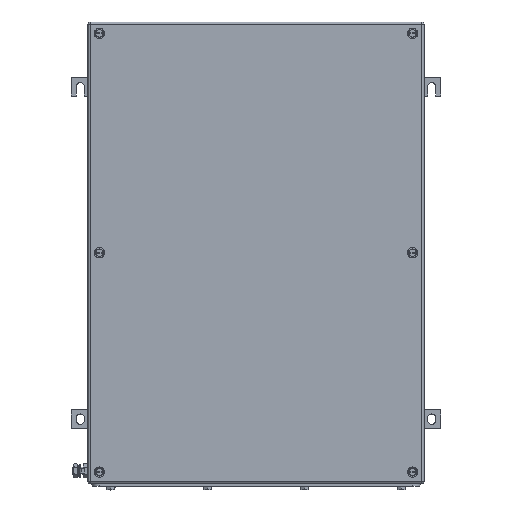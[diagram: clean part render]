
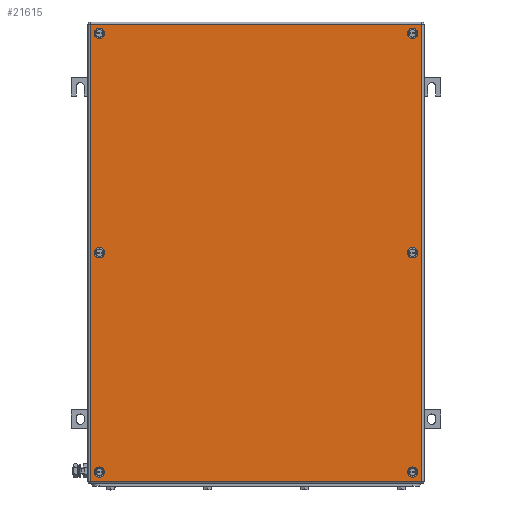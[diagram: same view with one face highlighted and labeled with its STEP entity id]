
A CAD part, top view. The second image highlights one B-rep face of the part: STEP entity #21615.
In plain terms, the highlighted planar face has unit normal (0, 0, 1).
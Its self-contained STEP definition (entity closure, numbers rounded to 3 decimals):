
#21453=AXIS2_PLACEMENT_3D('Circle Axis2P3D',#21451,#21452,$) ;
#21480=AXIS2_PLACEMENT_3D('Plane Axis2P3D',#21477,#21478,#21479) ;
#21518=AXIS2_PLACEMENT_3D('Circle Axis2P3D',#21516,#21517,$) ;
#21527=AXIS2_PLACEMENT_3D('Circle Axis2P3D',#21525,#21526,$) ;
#21536=AXIS2_PLACEMENT_3D('Circle Axis2P3D',#21534,#21535,$) ;
#21545=AXIS2_PLACEMENT_3D('Circle Axis2P3D',#21543,#21544,$) ;
#21554=AXIS2_PLACEMENT_3D('Circle Axis2P3D',#21552,#21553,$) ;
#21563=AXIS2_PLACEMENT_3D('Circle Axis2P3D',#21561,#21562,$) ;
#21572=AXIS2_PLACEMENT_3D('Circle Axis2P3D',#21570,#21571,$) ;
#21581=AXIS2_PLACEMENT_3D('Circle Axis2P3D',#21579,#21580,$) ;
#21590=AXIS2_PLACEMENT_3D('Circle Axis2P3D',#21588,#21589,$) ;
#21599=AXIS2_PLACEMENT_3D('Circle Axis2P3D',#21597,#21598,$) ;
#21608=AXIS2_PLACEMENT_3D('Circle Axis2P3D',#21606,#21607,$) ;
#21448=CARTESIAN_POINT('Vertex',(41.5,321.,153.5)) ;
#21451=CARTESIAN_POINT('Axis2P3D Location',(38.,321.,153.5)) ;
#21455=CARTESIAN_POINT('Vertex',(34.5,321.,153.5)) ;
#21477=CARTESIAN_POINT('Axis2P3D Location',(250.5,321.,153.5)) ;
#21482=CARTESIAN_POINT('Line Origine',(250.5,630.5,153.5)) ;
#21486=CARTESIAN_POINT('Vertex',(475.,630.5,153.5)) ;
#21488=CARTESIAN_POINT('Vertex',(26.,630.5,153.5)) ;
#21491=CARTESIAN_POINT('Line Origine',(26.,321.,153.5)) ;
#21495=CARTESIAN_POINT('Vertex',(26.,11.5,153.5)) ;
#21498=CARTESIAN_POINT('Line Origine',(250.5,11.5,153.5)) ;
#21502=CARTESIAN_POINT('Vertex',(475.,11.5,153.5)) ;
#21505=CARTESIAN_POINT('Line Origine',(475.,321.,153.5)) ;
#21516=CARTESIAN_POINT('Axis2P3D Location',(38.,321.,153.5)) ;
#21525=CARTESIAN_POINT('Axis2P3D Location',(463.,321.,153.5)) ;
#21529=CARTESIAN_POINT('Vertex',(466.5,321.,153.5)) ;
#21531=CARTESIAN_POINT('Vertex',(459.5,321.,153.5)) ;
#21534=CARTESIAN_POINT('Axis2P3D Location',(463.,321.,153.5)) ;
#21543=CARTESIAN_POINT('Axis2P3D Location',(38.,618.5,153.5)) ;
#21547=CARTESIAN_POINT('Vertex',(34.5,618.5,153.5)) ;
#21549=CARTESIAN_POINT('Vertex',(41.5,618.5,153.5)) ;
#21552=CARTESIAN_POINT('Axis2P3D Location',(38.,618.5,153.5)) ;
#21561=CARTESIAN_POINT('Axis2P3D Location',(38.,23.5,153.5)) ;
#21565=CARTESIAN_POINT('Vertex',(34.5,23.5,153.5)) ;
#21567=CARTESIAN_POINT('Vertex',(41.5,23.5,153.5)) ;
#21570=CARTESIAN_POINT('Axis2P3D Location',(38.,23.5,153.5)) ;
#21579=CARTESIAN_POINT('Axis2P3D Location',(463.,23.5,153.5)) ;
#21583=CARTESIAN_POINT('Vertex',(466.5,23.5,153.5)) ;
#21585=CARTESIAN_POINT('Vertex',(459.5,23.5,153.5)) ;
#21588=CARTESIAN_POINT('Axis2P3D Location',(463.,23.5,153.5)) ;
#21597=CARTESIAN_POINT('Axis2P3D Location',(463.,618.5,153.5)) ;
#21601=CARTESIAN_POINT('Vertex',(466.5,618.5,153.5)) ;
#21603=CARTESIAN_POINT('Vertex',(459.5,618.5,153.5)) ;
#21606=CARTESIAN_POINT('Axis2P3D Location',(463.,618.5,153.5)) ;
#21452=DIRECTION('Axis2P3D Direction',(0.,0.,1.)) ;
#21478=DIRECTION('Axis2P3D Direction',(0.,0.,1.)) ;
#21479=DIRECTION('Axis2P3D XDirection',(1.,0.,0.)) ;
#21483=DIRECTION('Vector Direction',(1.,0.,0.)) ;
#21492=DIRECTION('Vector Direction',(0.,-1.,0.)) ;
#21499=DIRECTION('Vector Direction',(1.,0.,0.)) ;
#21506=DIRECTION('Vector Direction',(0.,1.,0.)) ;
#21517=DIRECTION('Axis2P3D Direction',(0.,0.,1.)) ;
#21526=DIRECTION('Axis2P3D Direction',(0.,0.,1.)) ;
#21535=DIRECTION('Axis2P3D Direction',(0.,0.,1.)) ;
#21544=DIRECTION('Axis2P3D Direction',(0.,0.,1.)) ;
#21553=DIRECTION('Axis2P3D Direction',(0.,0.,1.)) ;
#21562=DIRECTION('Axis2P3D Direction',(0.,0.,1.)) ;
#21571=DIRECTION('Axis2P3D Direction',(0.,0.,1.)) ;
#21580=DIRECTION('Axis2P3D Direction',(0.,0.,1.)) ;
#21589=DIRECTION('Axis2P3D Direction',(0.,0.,1.)) ;
#21598=DIRECTION('Axis2P3D Direction',(0.,0.,1.)) ;
#21607=DIRECTION('Axis2P3D Direction',(0.,0.,1.)) ;
#21484=VECTOR('Line Direction',#21483,1.) ;
#21493=VECTOR('Line Direction',#21492,1.) ;
#21500=VECTOR('Line Direction',#21499,1.) ;
#21507=VECTOR('Line Direction',#21506,1.) ;
#21511=ORIENTED_EDGE('',*,*,#21490,.T.) ;
#21512=ORIENTED_EDGE('',*,*,#21497,.T.) ;
#21513=ORIENTED_EDGE('',*,*,#21504,.T.) ;
#21514=ORIENTED_EDGE('',*,*,#21509,.T.) ;
#21522=ORIENTED_EDGE('',*,*,#21520,.F.) ;
#21523=ORIENTED_EDGE('',*,*,#21457,.F.) ;
#21540=ORIENTED_EDGE('',*,*,#21533,.F.) ;
#21541=ORIENTED_EDGE('',*,*,#21538,.F.) ;
#21558=ORIENTED_EDGE('',*,*,#21551,.F.) ;
#21559=ORIENTED_EDGE('',*,*,#21556,.F.) ;
#21576=ORIENTED_EDGE('',*,*,#21569,.F.) ;
#21577=ORIENTED_EDGE('',*,*,#21574,.F.) ;
#21594=ORIENTED_EDGE('',*,*,#21587,.F.) ;
#21595=ORIENTED_EDGE('',*,*,#21592,.F.) ;
#21612=ORIENTED_EDGE('',*,*,#21605,.F.) ;
#21613=ORIENTED_EDGE('',*,*,#21610,.F.) ;
#21524=FACE_BOUND('',#21521,.T.) ;
#21542=FACE_BOUND('',#21539,.T.) ;
#21560=FACE_BOUND('',#21557,.T.) ;
#21578=FACE_BOUND('',#21575,.T.) ;
#21596=FACE_BOUND('',#21593,.T.) ;
#21614=FACE_BOUND('',#21611,.T.) ;
#21615=ADVANCED_FACE('ZUB_KTB_FS_624515_1GP_AllCATPart.2\\ZUB_DE_KTB_FS.1\\DE_KTB_MH_PART_MASTER.1\\Koerper.2',(#21515,#21524,#21542,#21560,#21578,#21596,#21614),#21481,.T.) ;
#21454=CIRCLE('generated circle',#21453,3.5) ;
#21519=CIRCLE('generated circle',#21518,3.5) ;
#21528=CIRCLE('generated circle',#21527,3.5) ;
#21537=CIRCLE('generated circle',#21536,3.5) ;
#21546=CIRCLE('generated circle',#21545,3.5) ;
#21555=CIRCLE('generated circle',#21554,3.5) ;
#21564=CIRCLE('generated circle',#21563,3.5) ;
#21573=CIRCLE('generated circle',#21572,3.5) ;
#21582=CIRCLE('generated circle',#21581,3.5) ;
#21591=CIRCLE('generated circle',#21590,3.5) ;
#21600=CIRCLE('generated circle',#21599,3.5) ;
#21609=CIRCLE('generated circle',#21608,3.5) ;
#21457=EDGE_CURVE('',#21449,#21456,#21454,.T.) ;
#21490=EDGE_CURVE('',#21487,#21489,#21485,.F.) ;
#21497=EDGE_CURVE('',#21489,#21496,#21494,.T.) ;
#21504=EDGE_CURVE('',#21496,#21503,#21501,.T.) ;
#21509=EDGE_CURVE('',#21503,#21487,#21508,.T.) ;
#21520=EDGE_CURVE('',#21456,#21449,#21519,.T.) ;
#21533=EDGE_CURVE('',#21530,#21532,#21528,.T.) ;
#21538=EDGE_CURVE('',#21532,#21530,#21537,.T.) ;
#21551=EDGE_CURVE('',#21548,#21550,#21546,.T.) ;
#21556=EDGE_CURVE('',#21550,#21548,#21555,.T.) ;
#21569=EDGE_CURVE('',#21566,#21568,#21564,.T.) ;
#21574=EDGE_CURVE('',#21568,#21566,#21573,.T.) ;
#21587=EDGE_CURVE('',#21584,#21586,#21582,.T.) ;
#21592=EDGE_CURVE('',#21586,#21584,#21591,.T.) ;
#21605=EDGE_CURVE('',#21602,#21604,#21600,.T.) ;
#21610=EDGE_CURVE('',#21604,#21602,#21609,.T.) ;
#21510=EDGE_LOOP('',(#21511,#21512,#21513,#21514)) ;
#21521=EDGE_LOOP('',(#21522,#21523)) ;
#21539=EDGE_LOOP('',(#21540,#21541)) ;
#21557=EDGE_LOOP('',(#21558,#21559)) ;
#21575=EDGE_LOOP('',(#21576,#21577)) ;
#21593=EDGE_LOOP('',(#21594,#21595)) ;
#21611=EDGE_LOOP('',(#21612,#21613)) ;
#21515=FACE_OUTER_BOUND('',#21510,.T.) ;
#21485=LINE('Line',#21482,#21484) ;
#21494=LINE('Line',#21491,#21493) ;
#21501=LINE('Line',#21498,#21500) ;
#21508=LINE('Line',#21505,#21507) ;
#21481=PLANE('',#21480) ;
#21449=VERTEX_POINT('',#21448) ;
#21456=VERTEX_POINT('',#21455) ;
#21487=VERTEX_POINT('',#21486) ;
#21489=VERTEX_POINT('',#21488) ;
#21496=VERTEX_POINT('',#21495) ;
#21503=VERTEX_POINT('',#21502) ;
#21530=VERTEX_POINT('',#21529) ;
#21532=VERTEX_POINT('',#21531) ;
#21548=VERTEX_POINT('',#21547) ;
#21550=VERTEX_POINT('',#21549) ;
#21566=VERTEX_POINT('',#21565) ;
#21568=VERTEX_POINT('',#21567) ;
#21584=VERTEX_POINT('',#21583) ;
#21586=VERTEX_POINT('',#21585) ;
#21602=VERTEX_POINT('',#21601) ;
#21604=VERTEX_POINT('',#21603) ;
